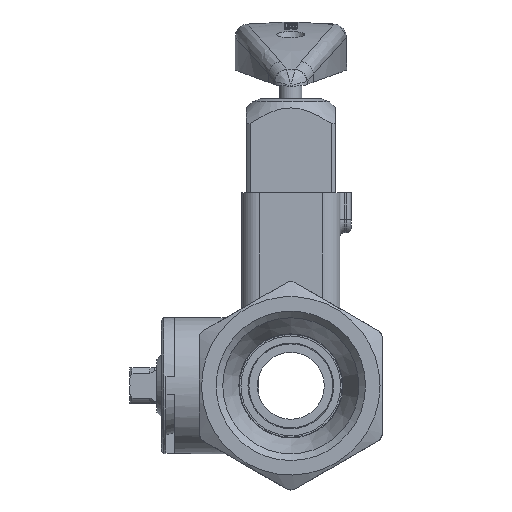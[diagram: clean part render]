
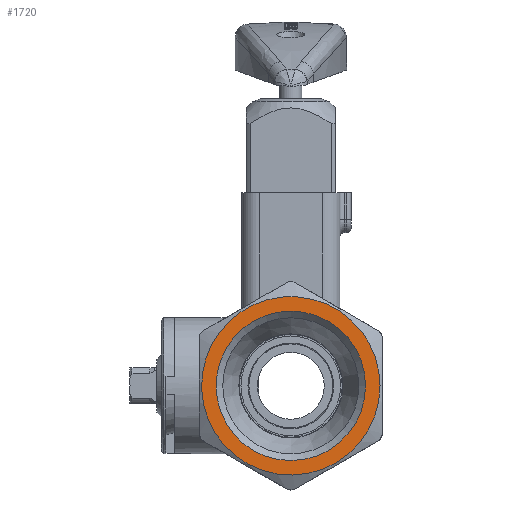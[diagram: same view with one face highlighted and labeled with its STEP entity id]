
A CAD part, front view. The second image highlights one B-rep face of the part: STEP entity #1720.
In plain terms, the highlighted planar face has unit normal (0, -1, 0).
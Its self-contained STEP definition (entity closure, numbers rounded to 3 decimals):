
#1720 = ADVANCED_FACE( '', ( #3840, #3841 ), #3842, .F. );
#3840 = FACE_BOUND( '', #7046, .T. );
#3841 = FACE_OUTER_BOUND( '', #7047, .T. );
#3842 = PLANE( '', #7048 );
#7046 = EDGE_LOOP( '', ( #12071 ) );
#7047 = EDGE_LOOP( '', ( #12072 ) );
#7048 = AXIS2_PLACEMENT_3D( '', #12073, #12074, #12075 );
#12071 = ORIENTED_EDGE( '', *, *, #16775, .T. );
#12072 = ORIENTED_EDGE( '', *, *, #17810, .T. );
#12073 = CARTESIAN_POINT( '', ( 0., -76., 0. ) );
#12074 = DIRECTION( '', ( 0., 1., 0. ) );
#12075 = DIRECTION( '', ( 0., 0., 1. ) );
#16775 = EDGE_CURVE( '', #19415, #19415, #19416, .T. );
#17810 = EDGE_CURVE( '', #21157, #21157, #21158, .T. );
#19415 = VERTEX_POINT( '', #23479 );
#19416 = CIRCLE( '', #23480, 16.75 );
#21157 = VERTEX_POINT( '', #28060 );
#21158 = CIRCLE( '', #28061, 20. );
#23479 = CARTESIAN_POINT( '', ( 0., -76., 16.75 ) );
#23480 = AXIS2_PLACEMENT_3D( '', #33278, #33279, #33280 );
#28060 = CARTESIAN_POINT( '', ( 20., -76., 0. ) );
#28061 = AXIS2_PLACEMENT_3D( '', #34537, #34538, #34539 );
#33278 = CARTESIAN_POINT( '', ( 0., -76., 0. ) );
#33279 = DIRECTION( '', ( 0., 1., 0. ) );
#33280 = DIRECTION( '', ( 0., 0., 1. ) );
#34537 = CARTESIAN_POINT( '', ( 0., -76., 0. ) );
#34538 = DIRECTION( '', ( 0., -1., 0. ) );
#34539 = DIRECTION( '', ( 1., 0., 0. ) );
